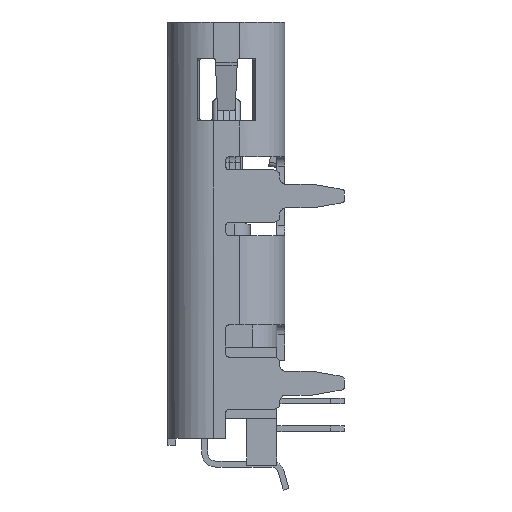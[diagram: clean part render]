
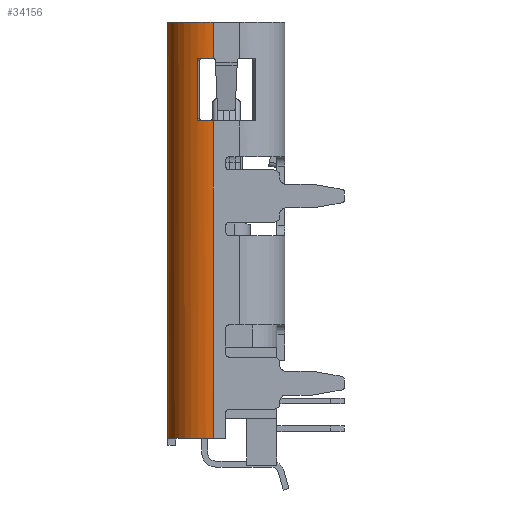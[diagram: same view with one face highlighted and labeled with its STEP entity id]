
A CAD part, left-side view. The second image highlights one B-rep face of the part: STEP entity #34156.
In plain terms, the highlighted cylindrical face has radius 1.15 mm (diameter 2.3 mm), a partial arc.
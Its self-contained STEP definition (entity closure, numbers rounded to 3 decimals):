
#143 = CARTESIAN_POINT ( 'NONE',  ( -3.231, 2.96, -4.591 ) ) ;
#266 = VECTOR ( 'NONE', #7094, 1000. ) ;
#1656 = ORIENTED_EDGE ( 'NONE', *, *, #8958, .T. ) ;
#2030 = DIRECTION ( 'NONE',  ( 0., 0., 1. ) ) ;
#2221 = EDGE_CURVE ( 'NONE', #31503, #35504, #6351, .T. ) ;
#2615 = CARTESIAN_POINT ( 'NONE',  ( -3.254, 2.959, -4.607 ) ) ;
#3055 = DIRECTION ( 'NONE',  ( 0., 0., 1. ) ) ;
#3312 = CARTESIAN_POINT ( 'NONE',  ( -3.22, 1.81, 4.995 ) ) ;
#3417 = VERTEX_POINT ( 'NONE', #10334 ) ;
#3519 = DIRECTION ( 'NONE',  ( -1., 0., 0. ) ) ;
#3843 = CARTESIAN_POINT ( 'NONE',  ( -4.312, 2.17, 4.995 ) ) ;
#3998 = CARTESIAN_POINT ( 'NONE',  ( -3.22, 2.96, 5.915 ) ) ;
#4127 = EDGE_CURVE ( 'NONE', #20829, #35504, #28589, .T. ) ;
#4232 = CARTESIAN_POINT ( 'NONE',  ( -3.22, 2.96, 0. ) ) ;
#4869 = DIRECTION ( 'NONE',  ( 0., 0., 1. ) ) ;
#5109 = VECTOR ( 'NONE', #25055, 1000. ) ;
#5351 = VERTEX_POINT ( 'NONE', #10437 ) ;
#5665 = VERTEX_POINT ( 'NONE', #7337 ) ;
#5695 = ORIENTED_EDGE ( 'NONE', *, *, #2221, .T. ) ;
#6351 = B_SPLINE_CURVE_WITH_KNOTS ( 'NONE', 3,
 ( #32070, #23166, #32200, #17674 ),
 .UNSPECIFIED., .F., .F.,
 ( 4, 4 ),
 ( 0., 1. ),
 .UNSPECIFIED. ) ;
#6519 = DIRECTION ( 'NONE',  ( 0., 0., 1. ) ) ;
#6579 = VERTEX_POINT ( 'NONE', #22089 ) ;
#6794 = CARTESIAN_POINT ( 'NONE',  ( -4.294, 2.22, 3.437 ) ) ;
#6814 = CIRCLE ( 'NONE', #30243, 1.15 ) ;
#6955 = AXIS2_PLACEMENT_3D ( 'NONE', #3312, #29619, #9345 ) ;
#7094 = DIRECTION ( 'NONE',  ( 0., 0., 1. ) ) ;
#7127 = EDGE_CURVE ( 'NONE', #31503, #6579, #9635, .T. ) ;
#7304 = CARTESIAN_POINT ( 'NONE',  ( -4.294, 2.22, 3.465 ) ) ;
#7337 = CARTESIAN_POINT ( 'NONE',  ( -3.271, 2.959, -4.61 ) ) ;
#7777 = CARTESIAN_POINT ( 'NONE',  ( -3.265, 2.959, -4.61 ) ) ;
#7932 = VERTEX_POINT ( 'NONE', #3998 ) ;
#8512 = CARTESIAN_POINT ( 'NONE',  ( -3.221, 2.96, -4.57 ) ) ;
#8562 = DIRECTION ( 'NONE',  ( 0., 0., -1. ) ) ;
#8771 = CARTESIAN_POINT ( 'NONE',  ( -3.249, 2.96, -4.605 ) ) ;
#8958 = EDGE_CURVE ( 'NONE', #20829, #5351, #23138, .T. ) ;
#8959 = CARTESIAN_POINT ( 'NONE',  ( -3.22, 1.81, 5.915 ) ) ;
#9054 = CARTESIAN_POINT ( 'NONE',  ( -3.22, 2.96, -4.785 ) ) ;
#9345 = DIRECTION ( 'NONE',  ( 1., 0., 0. ) ) ;
#9369 = LINE ( 'NONE', #9054, #28509 ) ;
#9635 = LINE ( 'NONE', #37708, #25627 ) ;
#9669 = CIRCLE ( 'NONE', #11783, 1.15 ) ;
#10334 = CARTESIAN_POINT ( 'NONE',  ( -4.37, 1.81, 3.415 ) ) ;
#10437 = CARTESIAN_POINT ( 'NONE',  ( -4.37, 1.81, 5.915 ) ) ;
#10488 = ORIENTED_EDGE ( 'NONE', *, *, #7127, .F. ) ;
#10540 = VERTEX_POINT ( 'NONE', #19790 ) ;
#10666 = VECTOR ( 'NONE', #37337, 1000. ) ;
#10854 = CARTESIAN_POINT ( 'NONE',  ( -3.22, 1.81, -4.785 ) ) ;
#11607 = EDGE_CURVE ( 'NONE', #33338, #3417, #9669, .T. ) ;
#11668 = CARTESIAN_POINT ( 'NONE',  ( -3.259, 2.959, -4.609 ) ) ;
#11783 = AXIS2_PLACEMENT_3D ( 'NONE', #22547, #4869, #25289 ) ;
#12862 = AXIS2_PLACEMENT_3D ( 'NONE', #8959, #3055, #23866 ) ;
#13072 = ORIENTED_EDGE ( 'NONE', *, *, #36520, .F. ) ;
#13125 = CARTESIAN_POINT ( 'NONE',  ( -4.312, 2.17, 3.415 ) ) ;
#13972 = ORIENTED_EDGE ( 'NONE', *, *, #37074, .T. ) ;
#15117 = B_SPLINE_CURVE_WITH_KNOTS ( 'NONE', 3,
 ( #19955, #7777, #11668, #2615, #8771, #37656, #20201, #34736, #143, #26344, #20579, #17274, #8512, #23398, #31920, #29134 ),
 .UNSPECIFIED., .F., .F.,
 ( 4, 3, 3, 3, 3, 4 ),
 ( 0., 0., 0., 0., 0., 0. ),
 .UNSPECIFIED. ) ;
#16014 = FACE_OUTER_BOUND ( 'NONE', #18018, .T. ) ;
#16053 = CARTESIAN_POINT ( 'NONE',  ( -3.22, 2.96, -4.546 ) ) ;
#16860 = CIRCLE ( 'NONE', #12862, 1.15 ) ;
#17274 = CARTESIAN_POINT ( 'NONE',  ( -3.222, 2.96, -4.576 ) ) ;
#17674 = CARTESIAN_POINT ( 'NONE',  ( -4.312, 2.17, 4.995 ) ) ;
#17840 = CYLINDRICAL_SURFACE ( 'NONE', #22062, 1.15 ) ;
#17844 = LINE ( 'NONE', #4232, #5109 ) ;
#17901 = CARTESIAN_POINT ( 'NONE',  ( -3.22, 2.96, -4.559 ) ) ;
#18018 = EDGE_LOOP ( 'NONE', ( #21342, #13972, #35612, #19297, #33444, #10488, #5695, #33872, #1656, #13072, #35930, #25816 ) ) ;
#19297 = ORIENTED_EDGE ( 'NONE', *, *, #11607, .F. ) ;
#19790 = CARTESIAN_POINT ( 'NONE',  ( -4.37, 1.81, -4.61 ) ) ;
#19955 = CARTESIAN_POINT ( 'NONE',  ( -3.271, 2.959, -4.61 ) ) ;
#20087 = EDGE_CURVE ( 'NONE', #6579, #33338, #20200, .T. ) ;
#20200 = B_SPLINE_CURVE_WITH_KNOTS ( 'NONE', 3,
 ( #7304, #6794, #27287, #13125 ),
 .UNSPECIFIED., .F., .F.,
 ( 4, 4 ),
 ( 0., 1. ),
 .UNSPECIFIED. ) ;
#20201 = CARTESIAN_POINT ( 'NONE',  ( -3.239, 2.96, -4.599 ) ) ;
#20579 = CARTESIAN_POINT ( 'NONE',  ( -3.225, 2.96, -4.581 ) ) ;
#20829 = VERTEX_POINT ( 'NONE', #26095 ) ;
#21342 = ORIENTED_EDGE ( 'NONE', *, *, #37470, .F. ) ;
#21505 = CARTESIAN_POINT ( 'NONE',  ( -4.312, 2.17, 3.415 ) ) ;
#21975 = EDGE_CURVE ( 'NONE', #10540, #3417, #34831, .T. ) ;
#22062 = AXIS2_PLACEMENT_3D ( 'NONE', #10854, #2030, #34170 ) ;
#22089 = CARTESIAN_POINT ( 'NONE',  ( -4.294, 2.22, 3.465 ) ) ;
#22547 = CARTESIAN_POINT ( 'NONE',  ( -3.22, 1.81, 3.415 ) ) ;
#23138 = LINE ( 'NONE', #36246, #266 ) ;
#23166 = CARTESIAN_POINT ( 'NONE',  ( -4.294, 2.22, 4.973 ) ) ;
#23398 = CARTESIAN_POINT ( 'NONE',  ( -3.22, 2.96, -4.567 ) ) ;
#23866 = DIRECTION ( 'NONE',  ( 1., 0., 0. ) ) ;
#23964 = CARTESIAN_POINT ( 'NONE',  ( -4.294, 2.22, 4.945 ) ) ;
#23982 = EDGE_CURVE ( 'NONE', #37642, #30442, #17844, .T. ) ;
#25055 = DIRECTION ( 'NONE',  ( 0., 0., 1. ) ) ;
#25289 = DIRECTION ( 'NONE',  ( -1., 0., 0. ) ) ;
#25627 = VECTOR ( 'NONE', #8562, 1000. ) ;
#25816 = ORIENTED_EDGE ( 'NONE', *, *, #23982, .F. ) ;
#26095 = CARTESIAN_POINT ( 'NONE',  ( -4.37, 1.81, 4.995 ) ) ;
#26344 = CARTESIAN_POINT ( 'NONE',  ( -3.228, 2.96, -4.586 ) ) ;
#27287 = CARTESIAN_POINT ( 'NONE',  ( -4.304, 2.196, 3.415 ) ) ;
#28509 = VECTOR ( 'NONE', #29441, 1000. ) ;
#28589 = CIRCLE ( 'NONE', #6955, 1.15 ) ;
#29134 = CARTESIAN_POINT ( 'NONE',  ( -3.22, 2.96, -4.559 ) ) ;
#29441 = DIRECTION ( 'NONE',  ( 0., 0., 1. ) ) ;
#29619 = DIRECTION ( 'NONE',  ( 0., 0., -1. ) ) ;
#30243 = AXIS2_PLACEMENT_3D ( 'NONE', #35169, #6519, #3519 ) ;
#30442 = VERTEX_POINT ( 'NONE', #16053 ) ;
#31425 = EDGE_CURVE ( 'NONE', #30442, #7932, #9369, .T. ) ;
#31503 = VERTEX_POINT ( 'NONE', #23964 ) ;
#31920 = CARTESIAN_POINT ( 'NONE',  ( -3.22, 2.96, -4.563 ) ) ;
#32070 = CARTESIAN_POINT ( 'NONE',  ( -4.294, 2.22, 4.945 ) ) ;
#32200 = CARTESIAN_POINT ( 'NONE',  ( -4.303, 2.197, 4.995 ) ) ;
#33338 = VERTEX_POINT ( 'NONE', #21505 ) ;
#33444 = ORIENTED_EDGE ( 'NONE', *, *, #20087, .F. ) ;
#33872 = ORIENTED_EDGE ( 'NONE', *, *, #4127, .F. ) ;
#34156 = ADVANCED_FACE ( 'NONE', ( #16014 ), #17840, .T. ) ;
#34170 = DIRECTION ( 'NONE',  ( 1., 0., 0. ) ) ;
#34736 = CARTESIAN_POINT ( 'NONE',  ( -3.235, 2.96, -4.595 ) ) ;
#34831 = LINE ( 'NONE', #37201, #10666 ) ;
#35169 = CARTESIAN_POINT ( 'NONE',  ( -3.22, 1.81, -4.61 ) ) ;
#35504 = VERTEX_POINT ( 'NONE', #3843 ) ;
#35612 = ORIENTED_EDGE ( 'NONE', *, *, #21975, .T. ) ;
#35930 = ORIENTED_EDGE ( 'NONE', *, *, #31425, .F. ) ;
#36246 = CARTESIAN_POINT ( 'NONE',  ( -4.37, 1.81, -4.785 ) ) ;
#36520 = EDGE_CURVE ( 'NONE', #7932, #5351, #16860, .T. ) ;
#37074 = EDGE_CURVE ( 'NONE', #5665, #10540, #6814, .T. ) ;
#37201 = CARTESIAN_POINT ( 'NONE',  ( -4.37, 1.81, -4.785 ) ) ;
#37337 = DIRECTION ( 'NONE',  ( 0., 0., 1. ) ) ;
#37470 = EDGE_CURVE ( 'NONE', #5665, #37642, #15117, .T. ) ;
#37642 = VERTEX_POINT ( 'NONE', #17901 ) ;
#37656 = CARTESIAN_POINT ( 'NONE',  ( -3.244, 2.96, -4.602 ) ) ;
#37708 = CARTESIAN_POINT ( 'NONE',  ( -4.294, 2.22, -4.785 ) ) ;
